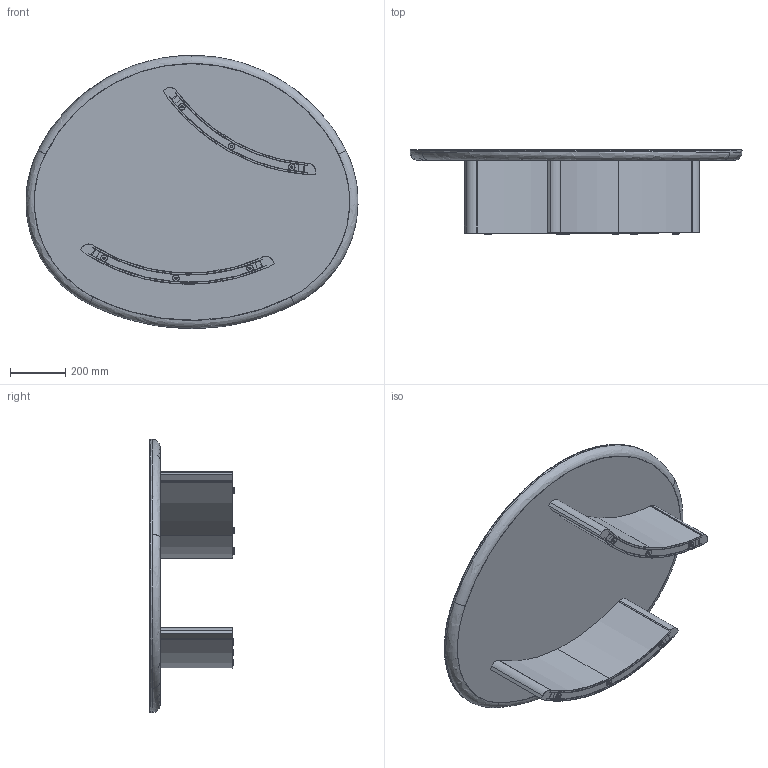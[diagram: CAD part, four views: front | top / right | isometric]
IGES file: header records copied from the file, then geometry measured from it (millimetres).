
Start section: SolidWorks IGES file using analytic representation for surfaces
Global section: file name: Dew Coffee table L1200 B980 H300.IGS; native system: SolidWorks 2022; preprocessor: SolidWorks 2022; author: diederickp; date: 240202.164456; units: millimetre
Bounding box: 1199.83 x 305 x 987.27 mm (x, y, z)
Surface area: 3493764 mm2 (no closed solid volume)
Topology: 0 solids, 0 shells, 162 faces, 2105 edges, 2105 vertices
Faces by surface type: bspline 90, revolution 72
